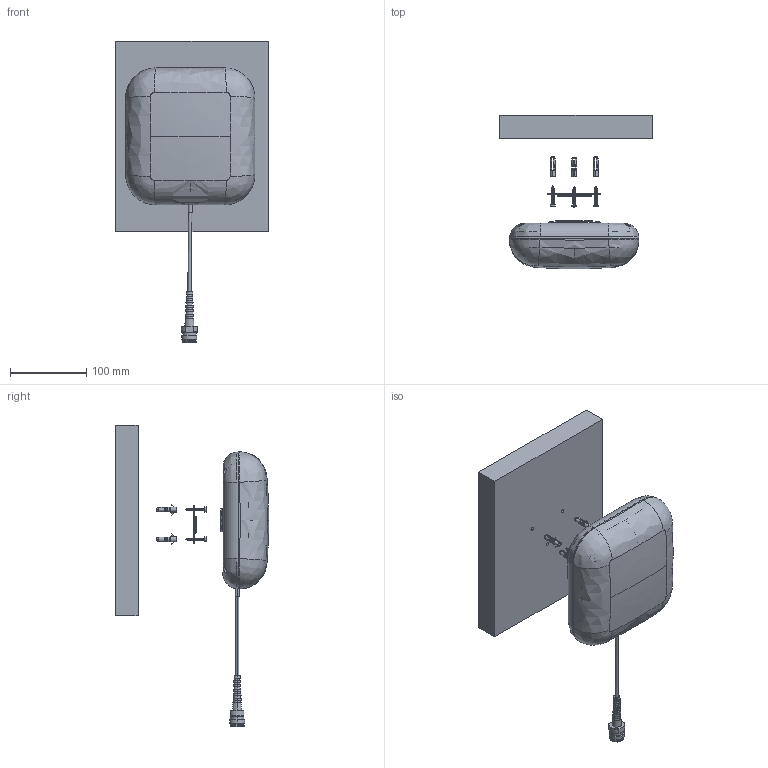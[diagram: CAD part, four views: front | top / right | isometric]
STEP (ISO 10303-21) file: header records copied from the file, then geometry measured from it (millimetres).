
FILE_DESCRIPTION (( 'STEP AP214' ), '1' );
FILE_NAME ('PE51FP1016.STEP', '2021-04-19T20:50:27', ( '' ), ( '' ), 'SwSTEP 2.0', 'SolidWorks 2020', '' );
FILE_SCHEMA (( 'AUTOMOTIVE_DESIGN' ));
Length unit declared in the file: millimetre
Products named in the file (1): PE51FP1016
Bounding box: 200 x 201.64 x 396.16 mm (x, y, z)
Surface area: 332928.2 mm2 (no closed solid volume)
Topology: 0 solids, 24 shells, 955 faces, 2457 edges, 1586 vertices
Faces by surface type: plane 454, cylinder 245, cone 138, bspline 102, torus 16
Entity records: 52985 total; most frequent: CARTESIAN_POINT 29520, ORIENTED_EDGE 4835, DIRECTION 4509, EDGE_CURVE 2429, AXIS2_PLACEMENT_3D 1631, VERTEX_POINT 1586, VECTOR 1247, LINE 1247
